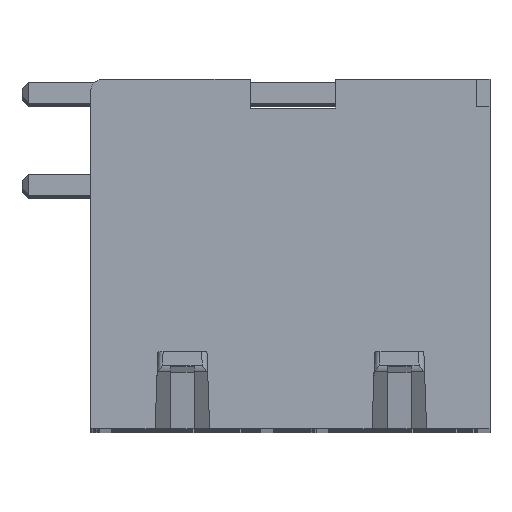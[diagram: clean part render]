
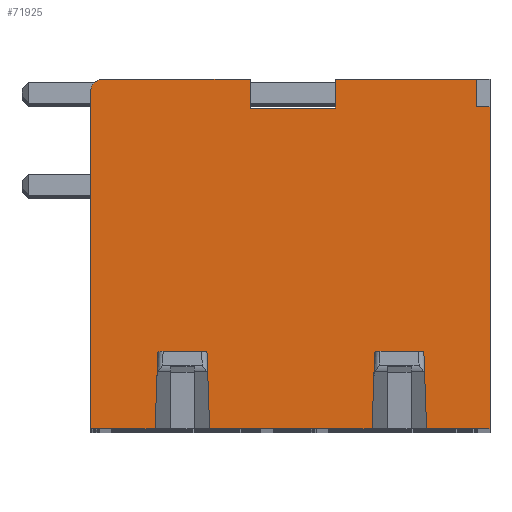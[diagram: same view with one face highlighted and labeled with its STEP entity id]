
A CAD part, top view. The second image highlights one B-rep face of the part: STEP entity #71925.
In plain terms, the highlighted planar face has unit normal (0, 0, 1).
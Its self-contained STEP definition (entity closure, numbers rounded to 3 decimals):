
#18977=DIRECTION('',(-1.,0.,0.));
#18978=VECTOR('',#18977,5.39);
#18979=CARTESIAN_POINT('',(11.703,13.3,33.7));
#18980=LINE('',#18979,#18978);
#19253=DIRECTION('',(0.,-1.,0.));
#19254=VECTOR('',#19253,1.092);
#19255=CARTESIAN_POINT('',(6.313,13.3,33.7));
#19256=LINE('',#19255,#19254);
#19389=DIRECTION('',(0.,1.,0.));
#19390=VECTOR('',#19389,1.092);
#19391=CARTESIAN_POINT('',(3.074,12.208,33.7));
#19392=LINE('',#19391,#19390);
#20101=DIRECTION('',(-1.,0.,0.));
#20102=VECTOR('',#20101,5.716);
#20103=CARTESIAN_POINT('',(3.074,13.3,33.7));
#20104=LINE('',#20103,#20102);
#20657=DIRECTION('',(0.,-1.,0.));
#20658=VECTOR('',#20657,0.02);
#20659=CARTESIAN_POINT('',(-2.641,13.3,33.7));
#20660=LINE('',#20659,#20658);
#24543=DIRECTION('',(-1.,0.,0.));
#24544=VECTOR('',#24543,3.238);
#24545=CARTESIAN_POINT('',(6.313,12.208,33.7));
#24546=LINE('',#24545,#24544);
#24547=DIRECTION('',(-0.035,-0.999,0.));
#24548=VECTOR('',#24547,2.716);
#24549=CARTESIAN_POINT('',(-0.443,2.714,33.7));
#24550=LINE('',#24549,#24548);
#24551=DIRECTION('',(-1.,0.,0.));
#24552=VECTOR('',#24551,2.463);
#24553=CARTESIAN_POINT('',(-0.537,0.,33.7));
#24554=LINE('',#24553,#24552);
#24555=DIRECTION('',(0.,1.,0.));
#24556=VECTOR('',#24555,12.8);
#24557=CARTESIAN_POINT('',(-3.,0.,33.7));
#24558=LINE('',#24557,#24556);
#24559=CARTESIAN_POINT('',(-2.5,12.8,33.7));
#24560=DIRECTION('',(0.,0.,-1.));
#24561=DIRECTION('',(-1.,0.,0.));
#24562=AXIS2_PLACEMENT_3D('',#24559,#24560,#24561);
#24564=DIRECTION('',(0.,-1.,0.));
#24565=VECTOR('',#24564,12.25);
#24566=CARTESIAN_POINT('',(12.2,12.25,33.7));
#24567=LINE('',#24566,#24565);
#24568=DIRECTION('',(-1.,0.,0.));
#24569=VECTOR('',#24568,2.413);
#24570=CARTESIAN_POINT('',(12.2,0.,33.7));
#24571=LINE('',#24570,#24569);
#24572=DIRECTION('',(-0.035,0.999,0.));
#24573=VECTOR('',#24572,2.716);
#24574=CARTESIAN_POINT('',(9.787,0.,33.7));
#24575=LINE('',#24574,#24573);
#24576=DIRECTION('',(-0.035,-0.999,0.));
#24577=VECTOR('',#24576,2.716);
#24578=CARTESIAN_POINT('',(7.807,2.714,33.7));
#24579=LINE('',#24578,#24577);
#24580=DIRECTION('',(-1.,0.,0.));
#24581=VECTOR('',#24580,6.175);
#24582=CARTESIAN_POINT('',(7.713,0.,33.7));
#24583=LINE('',#24582,#24581);
#24584=DIRECTION('',(-0.035,0.999,0.));
#24585=VECTOR('',#24584,2.716);
#24586=CARTESIAN_POINT('',(1.537,0.,33.7));
#24587=LINE('',#24586,#24585);
#24612=DIRECTION('',(1.,0.,0.));
#24613=VECTOR('',#24612,1.885);
#24614=CARTESIAN_POINT('',(-0.443,2.714,33.7));
#24615=LINE('',#24614,#24613);
#24769=DIRECTION('',(0.,1.,0.));
#24770=VECTOR('',#24769,1.05);
#24771=CARTESIAN_POINT('',(11.703,12.25,33.7));
#24772=LINE('',#24771,#24770);
#24785=DIRECTION('',(-1.,0.,0.));
#24786=VECTOR('',#24785,0.497);
#24787=CARTESIAN_POINT('',(12.2,12.25,33.7));
#24788=LINE('',#24787,#24786);
#24805=DIRECTION('',(1.,0.,0.));
#24806=VECTOR('',#24805,1.885);
#24807=CARTESIAN_POINT('',(7.807,2.714,33.7));
#24808=LINE('',#24807,#24806);
#27085=CARTESIAN_POINT('',(-3.,0.,33.7));
#27086=VERTEX_POINT('',#27085);
#27087=CARTESIAN_POINT('',(-0.537,0.,33.7));
#27088=VERTEX_POINT('',#27087);
#27093=CARTESIAN_POINT('',(1.537,0.,33.7));
#27094=VERTEX_POINT('',#27093);
#27095=CARTESIAN_POINT('',(7.713,0.,33.7));
#27096=VERTEX_POINT('',#27095);
#27101=CARTESIAN_POINT('',(9.787,0.,33.7));
#27102=VERTEX_POINT('',#27101);
#27103=CARTESIAN_POINT('',(12.2,0.,33.7));
#27104=VERTEX_POINT('',#27103);
#27185=CARTESIAN_POINT('',(12.2,12.25,33.7));
#27186=VERTEX_POINT('',#27185);
#27193=CARTESIAN_POINT('',(11.703,13.3,33.7));
#27194=VERTEX_POINT('',#27193);
#27195=CARTESIAN_POINT('',(6.313,13.3,33.7));
#27196=VERTEX_POINT('',#27195);
#27197=CARTESIAN_POINT('',(6.313,12.208,33.7));
#27198=VERTEX_POINT('',#27197);
#27207=CARTESIAN_POINT('',(3.074,12.208,33.7));
#27208=CARTESIAN_POINT('',(3.074,13.3,33.7));
#27209=VERTEX_POINT('',#27207);
#27210=VERTEX_POINT('',#27208);
#27219=CARTESIAN_POINT('',(-2.641,13.3,33.7));
#27220=VERTEX_POINT('',#27219);
#27221=CARTESIAN_POINT('',(-2.641,13.28,33.7));
#27222=VERTEX_POINT('',#27221);
#27251=CARTESIAN_POINT('',(-0.443,2.714,33.7));
#27252=VERTEX_POINT('',#27251);
#27253=CARTESIAN_POINT('',(-3.,12.8,33.7));
#27254=VERTEX_POINT('',#27253);
#27255=CARTESIAN_POINT('',(11.703,12.25,33.7));
#27256=VERTEX_POINT('',#27255);
#27257=CARTESIAN_POINT('',(9.693,2.714,33.7));
#27258=VERTEX_POINT('',#27257);
#27259=CARTESIAN_POINT('',(7.807,2.714,33.7));
#27260=VERTEX_POINT('',#27259);
#27261=CARTESIAN_POINT('',(1.443,2.714,33.7));
#27262=VERTEX_POINT('',#27261);
#71888=CARTESIAN_POINT('',(0.,0.,33.7));
#71889=DIRECTION('',(0.,0.,1.));
#71890=DIRECTION('',(1.,0.,0.));
#71891=AXIS2_PLACEMENT_3D('',#71888,#71889,#71890);
#71892=PLANE('',#71891);
#71894=ORIENTED_EDGE('',*,*,#71893,.T.);
#71895=ORIENTED_EDGE('',*,*,#35755,.T.);
#71897=ORIENTED_EDGE('',*,*,#71896,.T.);
#71899=ORIENTED_EDGE('',*,*,#71898,.T.);
#71900=ORIENTED_EDGE('',*,*,#64728,.F.);
#71901=ORIENTED_EDGE('',*,*,#64698,.F.);
#71902=ORIENTED_EDGE('',*,*,#63313,.F.);
#71903=ORIENTED_EDGE('',*,*,#71883,.F.);
#71904=ORIENTED_EDGE('',*,*,#63011,.F.);
#71905=ORIENTED_EDGE('',*,*,#62996,.F.);
#71907=ORIENTED_EDGE('',*,*,#71906,.F.);
#71909=ORIENTED_EDGE('',*,*,#71908,.F.);
#71910=ORIENTED_EDGE('',*,*,#62654,.T.);
#71911=ORIENTED_EDGE('',*,*,#35771,.T.);
#71913=ORIENTED_EDGE('',*,*,#71912,.T.);
#71915=ORIENTED_EDGE('',*,*,#71914,.F.);
#71917=ORIENTED_EDGE('',*,*,#71916,.T.);
#71918=ORIENTED_EDGE('',*,*,#35763,.T.);
#71920=ORIENTED_EDGE('',*,*,#71919,.T.);
#71922=ORIENTED_EDGE('',*,*,#71921,.F.);
#71923=EDGE_LOOP('',(#71894,#71895,#71897,#71899,#71900,#71901,#71902,#71903,
#71904,#71905,#71907,#71909,#71910,#71911,#71913,#71915,#71917,#71918,#71920,
#71922));
#71924=FACE_OUTER_BOUND('',#71923,.F.);
#71925=ADVANCED_FACE('',(#71924),#71892,.T.);
#24563=CIRCLE('',#24562,0.5);
#35755=EDGE_CURVE('',#27088,#27086,#24554,.T.);
#35763=EDGE_CURVE('',#27096,#27094,#24583,.T.);
#35771=EDGE_CURVE('',#27104,#27102,#24571,.T.);
#62654=EDGE_CURVE('',#27186,#27104,#24567,.T.);
#62996=EDGE_CURVE('',#27194,#27196,#18980,.T.);
#63011=EDGE_CURVE('',#27196,#27198,#19256,.T.);
#63313=EDGE_CURVE('',#27209,#27210,#19392,.T.);
#64698=EDGE_CURVE('',#27210,#27220,#20104,.T.);
#64728=EDGE_CURVE('',#27220,#27222,#20660,.T.);
#71883=EDGE_CURVE('',#27198,#27209,#24546,.T.);
#71893=EDGE_CURVE('',#27252,#27088,#24550,.T.);
#71896=EDGE_CURVE('',#27086,#27254,#24558,.T.);
#71898=EDGE_CURVE('',#27254,#27222,#24563,.T.);
#71906=EDGE_CURVE('',#27256,#27194,#24772,.T.);
#71908=EDGE_CURVE('',#27186,#27256,#24788,.T.);
#71912=EDGE_CURVE('',#27102,#27258,#24575,.T.);
#71914=EDGE_CURVE('',#27260,#27258,#24808,.T.);
#71916=EDGE_CURVE('',#27260,#27096,#24579,.T.);
#71919=EDGE_CURVE('',#27094,#27262,#24587,.T.);
#71921=EDGE_CURVE('',#27252,#27262,#24615,.T.);
